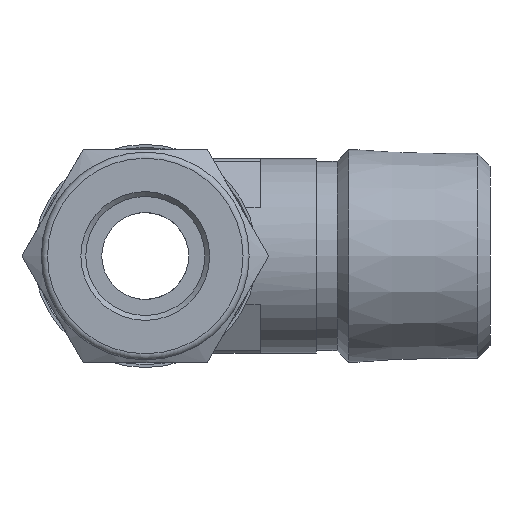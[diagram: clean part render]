
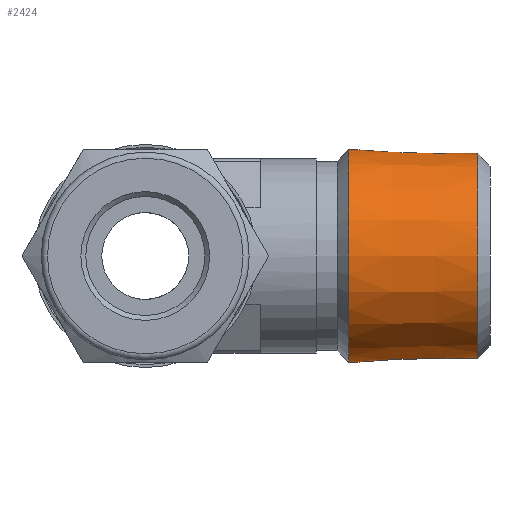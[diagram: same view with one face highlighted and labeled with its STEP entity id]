
A CAD part, left-side view. The second image highlights one B-rep face of the part: STEP entity #2424.
In plain terms, the highlighted conical face has half-angle 1.79 degrees and reference radius 8.564 mm.
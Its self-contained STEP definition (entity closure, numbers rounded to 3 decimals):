
#132=CONICAL_SURFACE('',#2692,8.564,0.031);
#240=CIRCLE('',#2690,8.728);
#242=CIRCLE('',#2693,8.399);
#375=FACE_OUTER_BOUND('',#544,.T.);
#544=EDGE_LOOP('',(#1904,#1905,#1906,#1907));
#694=LINE('',#4069,#857);
#857=VECTOR('',#3244,8.564);
#1094=VERTEX_POINT('',#4061);
#1096=VERTEX_POINT('',#4067);
#1377=EDGE_CURVE('',#1094,#1094,#240,.T.);
#1380=EDGE_CURVE('',#1096,#1096,#242,.T.);
#1381=EDGE_CURVE('',#1096,#1094,#694,.T.);
#1904=ORIENTED_EDGE('',*,*,#1380,.F.);
#1905=ORIENTED_EDGE('',*,*,#1381,.T.);
#1906=ORIENTED_EDGE('',*,*,#1377,.T.);
#1907=ORIENTED_EDGE('',*,*,#1381,.F.);
#2424=ADVANCED_FACE('',(#375),#132,.T.);
#2690=AXIS2_PLACEMENT_3D('',#4062,#3235,#3236);
#2692=AXIS2_PLACEMENT_3D('',#4066,#3240,#3241);
#2693=AXIS2_PLACEMENT_3D('',#4068,#3242,#3243);
#3235=DIRECTION('center_axis',(0.,-1.,0.));
#3236=DIRECTION('ref_axis',(1.,0.,0.));
#3240=DIRECTION('center_axis',(0.,1.,0.));
#3241=DIRECTION('ref_axis',(1.,0.,0.));
#3242=DIRECTION('center_axis',(0.,-1.,0.));
#3243=DIRECTION('ref_axis',(1.,0.,0.));
#3244=DIRECTION('',(-0.031,1.,0.));
#4061=CARTESIAN_POINT('',(-8.728,-16.649,0.));
#4062=CARTESIAN_POINT('Origin',(0.,-16.649,0.));
#4066=CARTESIAN_POINT('Origin',(0.,-21.921,0.));
#4067=CARTESIAN_POINT('',(-8.399,-27.193,0.));
#4068=CARTESIAN_POINT('Origin',(0.,-27.193,0.));
#4069=CARTESIAN_POINT('',(-8.564,-21.921,0.));
